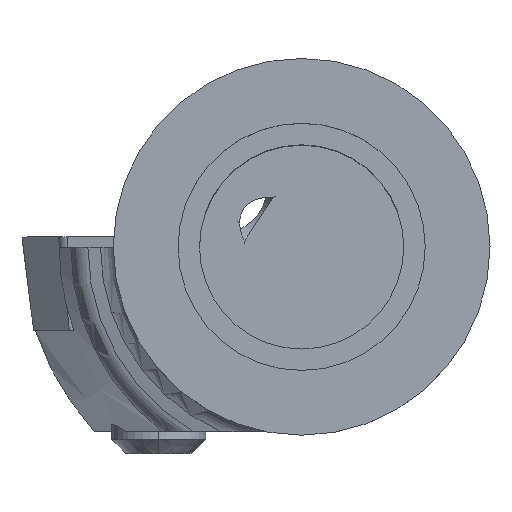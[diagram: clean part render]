
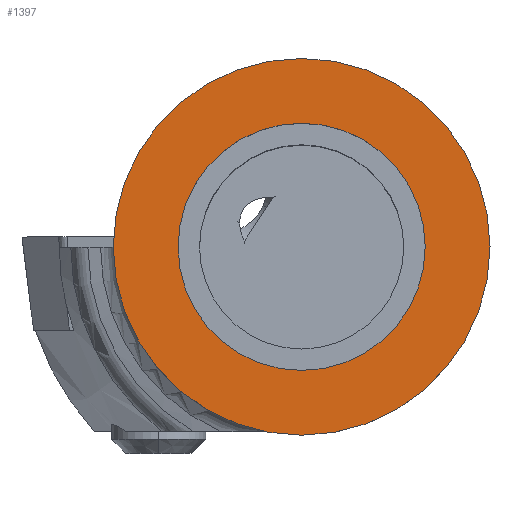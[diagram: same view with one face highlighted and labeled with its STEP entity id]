
A CAD part, top view. The second image highlights one B-rep face of the part: STEP entity #1397.
In plain terms, the highlighted planar face has unit normal (0, 0, 1).
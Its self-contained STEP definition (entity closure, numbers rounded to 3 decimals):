
#773=EDGE_CURVE('NONE',#1007,#1229,#1920,.F.);
#1007=VERTEX_POINT('',#2179);
#1033=EDGE_CURVE('NONE',#1143,#1499,#2207,.F.);
#1143=VERTEX_POINT('',#2326);
#1229=VERTEX_POINT('NONE',#2423);
#1397=ADVANCED_FACE('NONE',(#2604,#2605),#2606,.F.);
#1499=VERTEX_POINT('NONE',#2724);
#1509=EDGE_CURVE('NONE',#1229,#1007,#2734,.F.);
#1553=EDGE_CURVE('NONE',#1499,#1143,#2787,.F.);
#1920=CIRCLE('',#3254,8.0);
#2179=CARTESIAN_POINT('',(0.,-8.0,0.5));
#2207=CIRCLE('',#3663,5.25);
#2326=CARTESIAN_POINT('',(0.,-5.25,0.5));
#2423=CARTESIAN_POINT('',(0.0,8.0,0.5));
#2604=FACE_OUTER_BOUND('',#4187,.T.);
#2605=FACE_BOUND('',#4188,.T.);
#2606=PLANE('',#4189);
#2724=CARTESIAN_POINT('',(0.,5.25,0.5));
#2734=CIRCLE('',#4391,8.0);
#2787=CIRCLE('',#4456,5.25);
#3254=AXIS2_PLACEMENT_3D('',#4896,#4897,#4898);
#3663=AXIS2_PLACEMENT_3D('',#5264,#5265,#5266);
#4187=EDGE_LOOP('',(#5759,#5760));
#4188=EDGE_LOOP('',(#5761,#5762));
#4189=AXIS2_PLACEMENT_3D('',#5763,#5764,#5765);
#4391=AXIS2_PLACEMENT_3D('',#5943,#5944,#5945);
#4456=AXIS2_PLACEMENT_3D('',#6033,#6034,#6035);
#4896=CARTESIAN_POINT('',(0.0,0.,0.5));
#4897=DIRECTION('',(0.,0.,1.0));
#4898=DIRECTION('',(0.,1.0,0.0));
#5264=CARTESIAN_POINT('',(0.,0.,0.5));
#5265=DIRECTION('',(0.,0.,-1.0));
#5266=DIRECTION('',(0.,1.0,0.0));
#5759=ORIENTED_EDGE('',*,*,#1509,.F.);
#5760=ORIENTED_EDGE('',*,*,#773,.F.);
#5761=ORIENTED_EDGE('',*,*,#1553,.F.);
#5762=ORIENTED_EDGE('',*,*,#1033,.F.);
#5763=CARTESIAN_POINT('',(0.0,0.,0.5));
#5764=DIRECTION('',(0.,0.,-1.0));
#5765=DIRECTION('',(0.,1.0,0.0));
#5943=CARTESIAN_POINT('',(0.0,0.,0.5));
#5944=DIRECTION('',(0.,0.,1.0));
#5945=DIRECTION('',(0.,1.0,0.0));
#6033=CARTESIAN_POINT('',(0.,0.,0.5));
#6034=DIRECTION('',(0.,0.,-1.0));
#6035=DIRECTION('',(0.,1.0,0.0));
